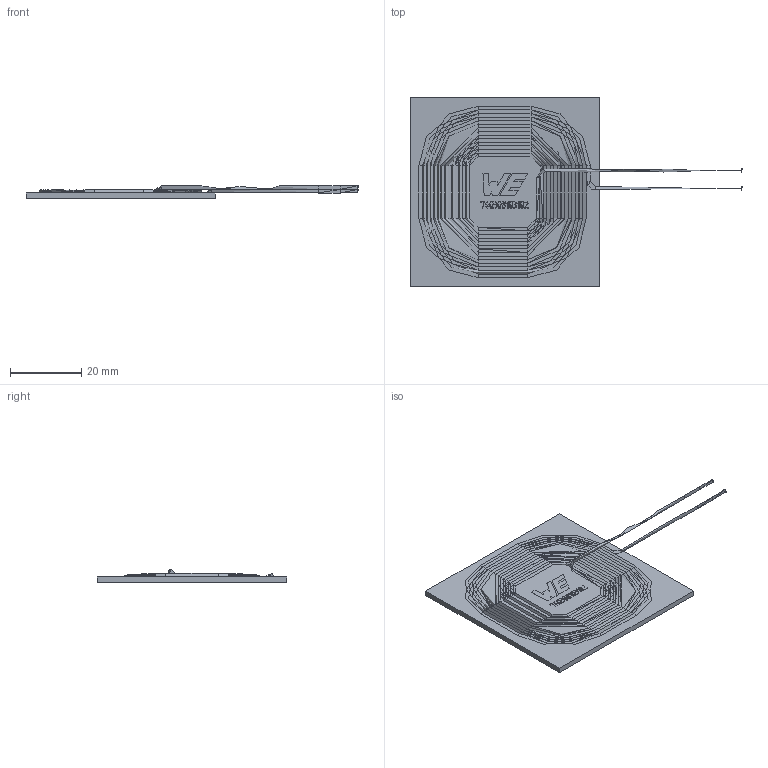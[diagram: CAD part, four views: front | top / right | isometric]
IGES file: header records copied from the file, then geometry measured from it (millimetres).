
Start section: C
Global section: file name: 760308103102.igs; native system: By Siemens PLM Incorporated; preprocessor: XPlus GENERIC/IGES 19.0.9; author: Author; organization: Title; date: 20170222.115928; units: millimetre
Bounding box: 93.01 x 53 x 3.54 mm (x, y, z)
Surface area: 11477.6 mm2 (no closed solid volume)
Topology: 0 solids, 0 shells, 246 faces, 1764 edges, 1764 vertices
Faces by surface type: bspline 246
